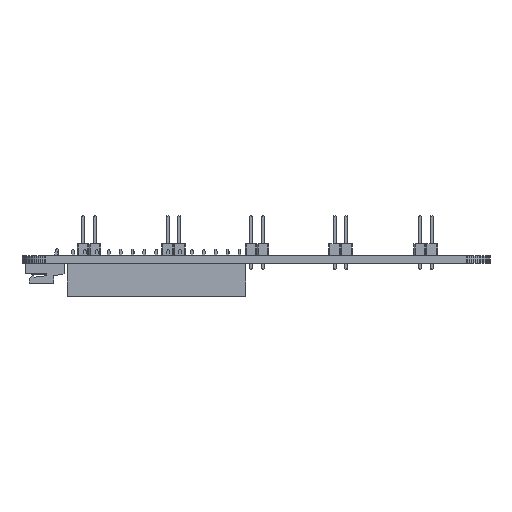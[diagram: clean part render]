
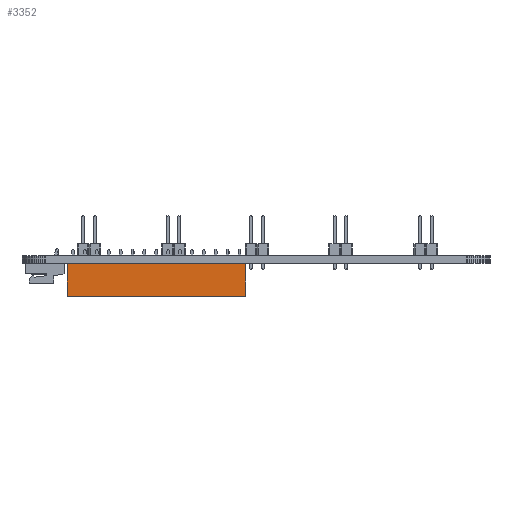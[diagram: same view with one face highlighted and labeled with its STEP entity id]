
A CAD part, left-side view. The second image highlights one B-rep face of the part: STEP entity #3352.
In plain terms, the highlighted planar face has unit normal (-1, 0, 0).
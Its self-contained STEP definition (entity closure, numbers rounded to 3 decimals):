
#1629 = VERTEX_POINT('',#1630);
#1630 = CARTESIAN_POINT('',(-1.27,-36.83,0.));
#1638 = EDGE_CURVE('',#1629,#1639,#1641,.T.);
#1639 = VERTEX_POINT('',#1640);
#1640 = CARTESIAN_POINT('',(-1.27,-36.83,7.));
#1641 = LINE('',#1642,#1643);
#1642 = CARTESIAN_POINT('',(-1.27,-36.83,0.));
#1643 = VECTOR('',#1644,1.);
#1644 = DIRECTION('',(0.,0.,1.));
#1701 = VERTEX_POINT('',#1702);
#1702 = CARTESIAN_POINT('',(-1.27,1.27,7.));
#1708 = EDGE_CURVE('',#1709,#1701,#1711,.T.);
#1709 = VERTEX_POINT('',#1710);
#1710 = CARTESIAN_POINT('',(-1.27,1.27,0.));
#1711 = LINE('',#1712,#1713);
#1712 = CARTESIAN_POINT('',(-1.27,1.27,0.));
#1713 = VECTOR('',#1714,1.);
#1714 = DIRECTION('',(0.,0.,1.));
#1773 = EDGE_CURVE('',#1701,#1639,#1774,.T.);
#1774 = LINE('',#1775,#1776);
#1775 = CARTESIAN_POINT('',(-1.27,1.27,7.));
#1776 = VECTOR('',#1777,1.);
#1777 = DIRECTION('',(0.,-1.,0.));
#2305 = EDGE_CURVE('',#1709,#1629,#2306,.T.);
#2306 = LINE('',#2307,#2308);
#2307 = CARTESIAN_POINT('',(-1.27,1.27,0.));
#2308 = VECTOR('',#2309,1.);
#2309 = DIRECTION('',(0.,-1.,0.));
#3352 = ADVANCED_FACE('',(#3353),#3359,.F.);
#3353 = FACE_BOUND('',#3354,.F.);
#3354 = EDGE_LOOP('',(#3355,#3356,#3357,#3358));
#3355 = ORIENTED_EDGE('',*,*,#1708,.T.);
#3356 = ORIENTED_EDGE('',*,*,#1773,.T.);
#3357 = ORIENTED_EDGE('',*,*,#1638,.F.);
#3358 = ORIENTED_EDGE('',*,*,#2305,.F.);
#3359 = PLANE('',#3360);
#3360 = AXIS2_PLACEMENT_3D('',#3361,#3362,#3363);
#3361 = CARTESIAN_POINT('',(-1.27,1.27,0.));
#3362 = DIRECTION('',(1.,0.,0.));
#3363 = DIRECTION('',(0.,-1.,0.));
